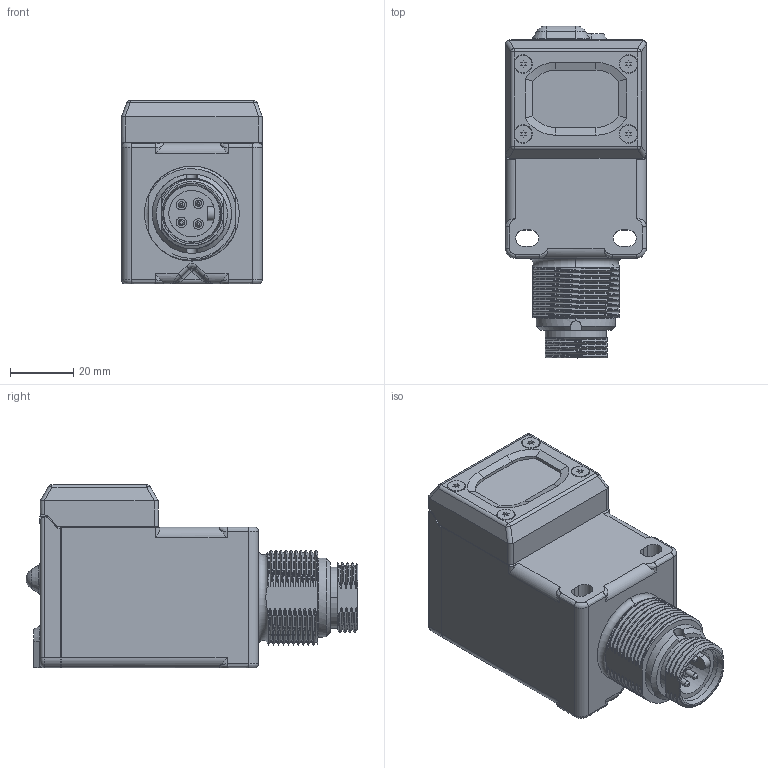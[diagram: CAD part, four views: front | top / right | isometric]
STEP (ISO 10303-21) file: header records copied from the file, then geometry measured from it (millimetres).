
FILE_DESCRIPTION((''),'2;1');
FILE_NAME('156699_ASM','2016-01-13T',('pdmadmin'),(''),'PRO/ENGINEER BY PARAMETRIC TECHNOLOGY CORPORATION, 2013230','PRO/ENGINEER BY PARAMETRIC TECHNOLOGY CORPORATION, 2013230','');
FILE_SCHEMA(('CONFIG_CONTROL_DESIGN'));
Products named in the file (14): 128327; 34619; 14840; 35813; 126238_ASM; 35037; 35482; 48355; 08279; 08280; 08787; 62332; 4PIN_CONNECTOR_ASM; 156699_ASM
Assembly tree (18 placements, depth 3):
  156699_ASM
    128327
    126238_ASM
      34619
      14840
      35813
    35037
    35482
    48355  x4
    4PIN_CONNECTOR_ASM
      08279
      08280  x3
      08787
      62332
Bounding box: 44.53 x 104.85 x 58.11 mm (x, y, z)
Volume: 71696.7 mm3; surface area: 52581.2 mm2
Topology: 16 solids, 16 shells, 1163 faces, 2928 edges, 1818 vertices
Faces by surface type: plane 407, cylinder 393, bspline 186, cone 92, torus 50, sphere 35
Entity records: 59176 total; most frequent: CARTESIAN_POINT 34355, ORIENTED_EDGE 5400, DIRECTION 4654, EDGE_CURVE 2700, VERTEX_POINT 1684, AXIS2_PLACEMENT_3D 1630, VECTOR 1394, LINE 1394
